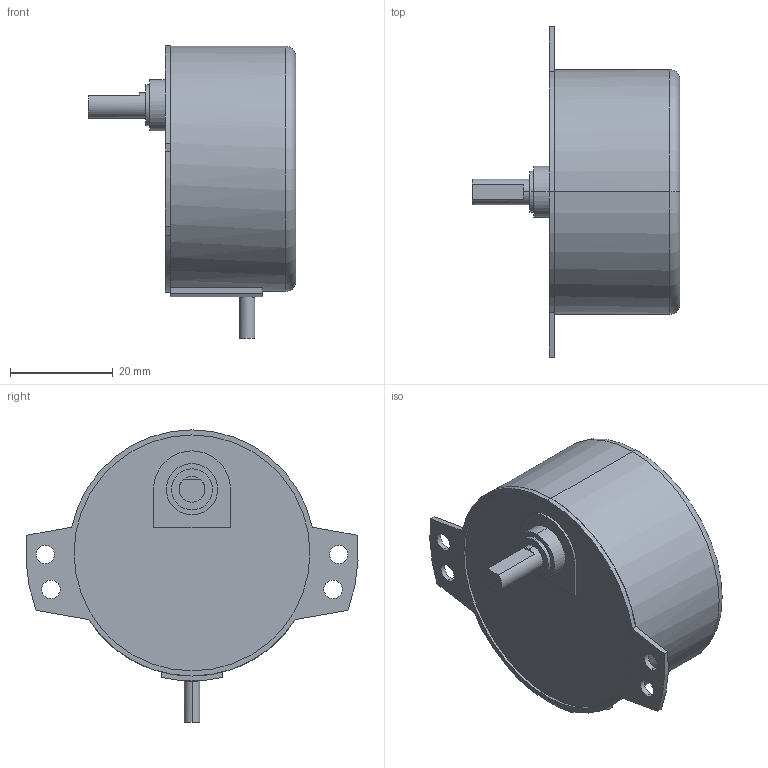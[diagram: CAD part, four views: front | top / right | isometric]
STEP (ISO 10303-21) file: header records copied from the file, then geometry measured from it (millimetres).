
FILE_DESCRIPTION(('starvars output'),'2;1');
FILE_NAME('d12.stp','13:20:33 2014/09/11',( 'Thomas Industrial Network Germany GmbH'),( 'Thomas Industrial Network Germany GmbH'),'unknown preprocess','ACIS' ,'unknown authorization');
FILE_SCHEMA(('AUTOMOTIVE_DESIGN_CC2 {UNKNOWN IMPLEMENTATION LEVEL}'));
Length unit declared in the file: millimetre
Products named in the file (1): PRODUCT_ID_1
Bounding box: 40.5 x 64.73 x 57 mm (x, y, z)
Volume: 45939.3 mm3; surface area: 8402.8 mm2
Topology: 1 solids, 1 shells, 53 faces, 132 edges, 87 vertices
Faces by surface type: cylinder 29, plane 22, torus 2
Entity records: 1927 total; most frequent: ORIENTED_EDGE 264, CARTESIAN_POINT 260, DIRECTION 209, EDGE_CURVE 132, VERTEX_POINT 87, AXIS2_PLACEMENT_3D 74, EDGE_LOOP 67, FACE_BOUND 67
